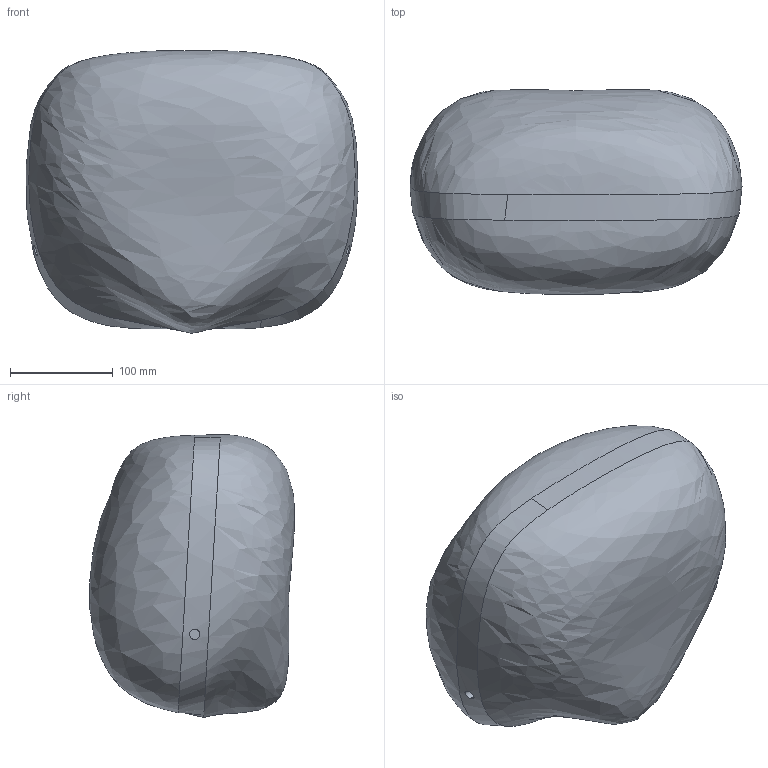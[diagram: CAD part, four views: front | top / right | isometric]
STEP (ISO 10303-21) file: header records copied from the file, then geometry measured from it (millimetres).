
FILE_DESCRIPTION (( 'STEP AP203' ), '1' );
FILE_NAME ('pelvis_Default_sldprt.STEP', '2020-01-15T12:30:06', ( '' ), ( '' ), 'SwSTEP 2.0', 'SolidWorks 2017', '' );
FILE_SCHEMA (( 'CONFIG_CONTROL_DESIGN' ));
Length unit declared in the file: centimetre
Products named in the file (1): pelvis_Default_sldprt
Bounding box: 322.9 x 199.3 x 275.18 mm (x, y, z)
Volume: 11456693.9 mm3; surface area: 260729.1 mm2
Topology: 1 solids, 1 shells, 10 faces, 18 edges, 12 vertices
Faces by surface type: cylinder 4, bspline 4, plane 2
Entity records: 1995 total; most frequent: CARTESIAN_POINT 1745, ORIENTED_EDGE 36, DIRECTION 26, EDGE_CURVE 18, EDGE_LOOP 12, VERTEX_POINT 12, AXIS2_PLACEMENT_3D 11, ADVANCED_FACE 10
